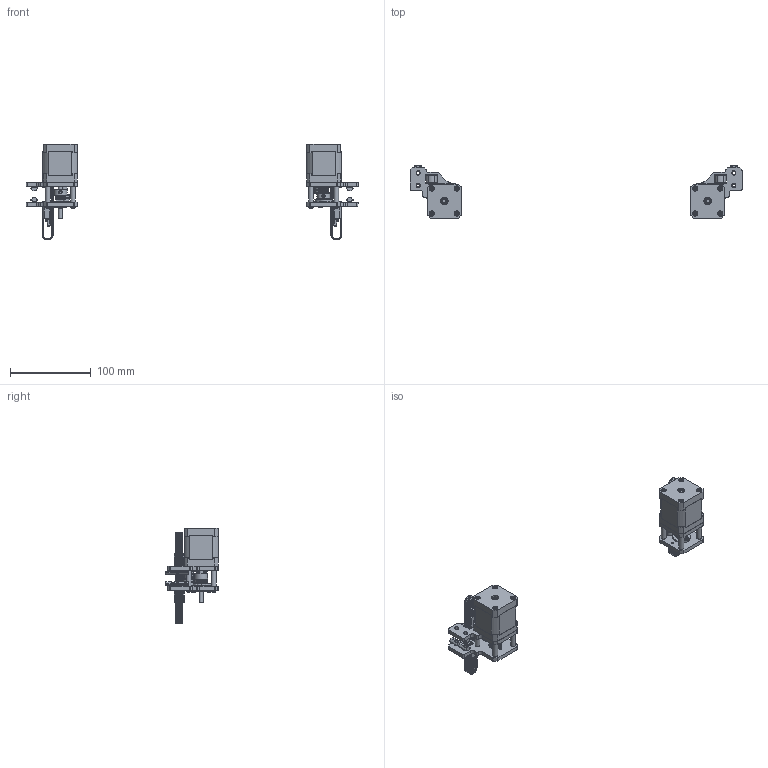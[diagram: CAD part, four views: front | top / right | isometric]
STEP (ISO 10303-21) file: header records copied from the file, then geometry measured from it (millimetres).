
FILE_DESCRIPTION(/* description */ (''),/* implementation_level */ '2;1');
FILE_NAME(/* name */ '_21_Sheet_metal_V2_6mm_front_motor_mounts_NP_1.step',/* time_stamp */ '2025-06-15T13:33:11+02:00',/* author */ (''),/* organization */ (''),/* preprocessor_version */ 'ST-DEVELOPER v20.1',/* originating_system */ 'Autodesk Translation Framework v14.10.0.0',/* authorisation */ '');
FILE_SCHEMA (('AUTOMOTIVE_DESIGN { 1 0 10303 214 3 1 1 }'));
Length unit declared in the file: millimetre
Products named in the file (33): _21_Sheet_metal_V2_6mm_front_motor_mounts_NP_1; _Sheet_metal_V2_6mm_front_motor_mount_1; _Hybrid_SLM_V2_6mm_Z_belt_retainer; _Sheet_metal_6mm_front_motor_mount_motion_1; NEMA17; _standard shaft; _Sheet_metal_V2_6mm_front_motor_mount_hardware_1; Sheet_metal_6mm_spacer_b_2_or_2.5mm; _Sheet_metal_V2_6mm_front_left_motor_mount_0; Sheet_metal_V2_front_motor_mount_b_4.7-5mm; Sheet_metal_V2_front_motor_mount_a_4.7-5mm; _Hybrid_SLM_V2_6mm_Z_belt_retainer_1; _Hybrid_SLM_V2_6mm_Z_belt; Hybrid_SLM_V2_Z_belt_clip_b; Hybrid_SLM_V2_Z_belt_clip_a; _Sheet_metal_V2_6mm_front_left_motor_mount_hardware_0; M3xD6x20 spacer; M3x8 BHCS; M3x8 FHCS; M3x35 BHCS; M3 washer; M3x6 BHCS; M5 2020 drop-in T-nut; _Sheet_metal_6mm_front_left_motor_mount_motion_0; M3xD5x20 threaded round standoff; M5xD8x5 spacer; Shim 1mm; Shim 0.5mm; GT2 20T 6mm pulley; NEMA17 with 45mm long shaft; _S45R shaft; _stepper; F695 flanged bearing
Assembly tree (89 placements, depth 5):
  _21_Sheet_metal_V2_6mm_front_motor_mounts_NP_1
    _Sheet_metal_V2_6mm_front_motor_mount_1
      Sheet_metal_V2_front_motor_mount_b_4.7-5mm
      _Hybrid_SLM_V2_6mm_Z_belt_retainer
        _Hybrid_SLM_V2_6mm_Z_belt
        Hybrid_SLM_V2_Z_belt_clip_a  x2
        Hybrid_SLM_V2_Z_belt_clip_b  x2
      Sheet_metal_V2_front_motor_mount_a_4.7-5mm
      _Sheet_metal_6mm_front_motor_mount_motion_1
        M5xD8x5 spacer  x2
        F695 flanged bearing  x3
        M3xD5x20 threaded round standoff
        Shim 1mm
        Shim 0.5mm  x2
        GT2 20T 6mm pulley
        NEMA17
          _stepper
          _standard shaft
      _Sheet_metal_V2_6mm_front_motor_mount_hardware_1
        M3xD6x20 spacer  x4
        M3x35 BHCS  x4
        M3x8 FHCS  x3
        M3 washer  x4
        M5 2020 drop-in T-nut  x4
        M3x8 BHCS
      Sheet_metal_6mm_spacer_b_2_or_2.5mm
    _Sheet_metal_V2_6mm_front_left_motor_mount_0
      Sheet_metal_V2_front_motor_mount_b_4.7-5mm
      Sheet_metal_V2_front_motor_mount_a_4.7-5mm
      _Hybrid_SLM_V2_6mm_Z_belt_retainer_1
        _Hybrid_SLM_V2_6mm_Z_belt
        Hybrid_SLM_V2_Z_belt_clip_a  x2
        Hybrid_SLM_V2_Z_belt_clip_b  x2
      _Sheet_metal_V2_6mm_front_left_motor_mount_hardware_0
        M5 2020 drop-in T-nut  x4
        M3xD6x20 spacer  x4
        M3x35 BHCS  x4
        M3x8 BHCS
        M3x8 FHCS
        M3 washer  x4
        M3x6 BHCS  x2
      _Sheet_metal_6mm_front_left_motor_mount_motion_0
        M3xD5x20 threaded round standoff
        M5xD8x5 spacer  x2
        F695 flanged bearing  x3
        Shim 0.5mm  x2
        Shim 1mm
        GT2 20T 6mm pulley
        NEMA17 with 45mm long shaft
          _S45R shaft
          _stepper
Bounding box: 410 x 64.65 x 118.53 mm (x, y, z)
Volume: 235932.8 mm3; surface area: 99908 mm2
Topology: 83 solids, 83 shells, 3448 faces, 8994 edges, 5834 vertices
Faces by surface type: plane 2235, cylinder 783, cone 394, bspline 20, sphere 12, torus 4
Full cylindrical faces by diameter (mm): 2.464 x8, 2.5 x4, 2.529 x2, 3 x24, 3.1 x26, 3.2 x8, 3.4 x8, 4 x4, 4.2 x8, 5 x22, 5.001 x2, 5.7 x12, 6 x12, 6.5 x14, 7 x8, 7.823 x4, 8 x10, 8.141 x4, 9 x2, 11.5 x12, 12 x4, 13 x6, 13.03 x3, 15 x6, 16 x4, 22 x2, 22.1 x2, 32 x2
Entity records: 46126 total; most frequent: CARTESIAN_POINT 9447, DIRECTION 7434, ORIENTED_EDGE 7416, EDGE_CURVE 3708, LINE 2822, VECTOR 2822, VERTEX_POINT 2433, AXIS2_PLACEMENT_3D 2306
